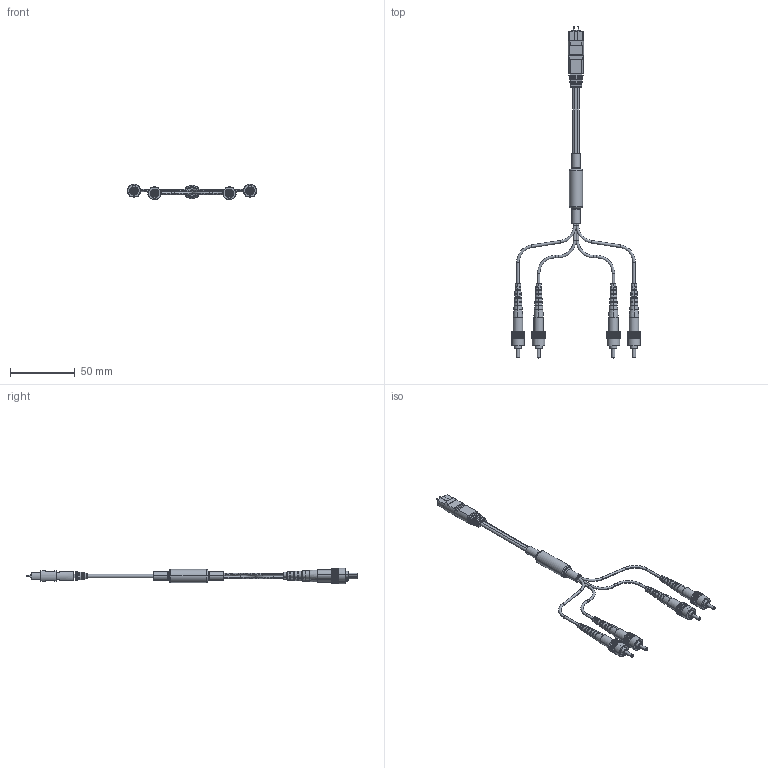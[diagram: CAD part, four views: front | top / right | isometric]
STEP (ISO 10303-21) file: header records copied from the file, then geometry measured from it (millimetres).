
FILE_DESCRIPTION (( 'STEP AP214' ), '1' );
FILE_NAME ('MTPM06-ST.STEP', '2013-03-07T20:53:06', ( 'x' ), ( '' ), 'SwSTEP 2.0', 'SolidWorks 2012', '' );
FILE_SCHEMA (( 'AUTOMOTIVE_DESIGN' ));
Length unit declared in the file: inch
Products named in the file (11): FOC-001BA; FOC-001BA-PROD-MA2; FOC-001BA-PROD-MA3; FOC-001BA-PROD-MA1; MTPM06-MA1_Male; MTPM06-ST-MA4_2mm Diameter; MTPM06-ST-MA3_2mm Diameter; 3AB04-002; MTPM06-ST-MA1; MTPM06-ST-MA2_ROUND; MTPM06-ST
Assembly tree (15 placements, depth 3):
  MTPM06-ST
    MTPM06-MA1_Male
      MTPM06-ST-MA2_ROUND
      MTPM06-ST-MA1
      3AB04-002
      MTPM06-ST-MA3_2mm Diameter  x2
      MTPM06-ST-MA4_2mm Diameter  x2
    FOC-001BA  x4
      FOC-001BA-PROD-MA1
      FOC-001BA-PROD-MA3
      FOC-001BA-PROD-MA2
Bounding box: 100.19 x 257.18 x 12.3 mm (x, y, z)
Volume: 13708.3 mm3; surface area: 17598.5 mm2
Topology: 19 solids, 19 shells, 926 faces, 2582 edges, 1696 vertices
Faces by surface type: plane 700, cylinder 126, cone 64, torus 36
Entity records: 12554 total; most frequent: CARTESIAN_POINT 2282, DIRECTION 1839, ORIENTED_EDGE 1818, EDGE_CURVE 909, AXIS2_PLACEMENT_3D 643, VERTEX_POINT 592, VECTOR 553, LINE 553
